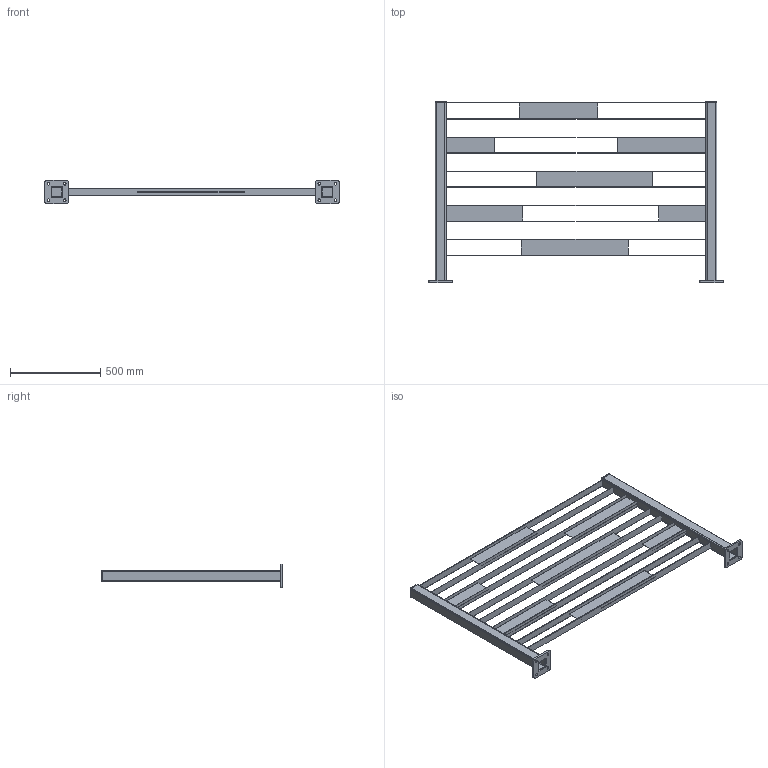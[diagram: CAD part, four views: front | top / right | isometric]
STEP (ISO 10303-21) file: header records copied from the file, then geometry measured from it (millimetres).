
FILE_DESCRIPTION (( 'STEP AP203' ), '1' );
FILE_NAME ('拺譇緛樇鳺 dina-1,5-1,0-瀁.STEP', '2024-05-20T07:54:23', ( '' ), ( '' ), 'SwSTEP 2.0', 'SolidWorks 2020', '' );
FILE_SCHEMA (( 'CONFIG_CONTROL_DESIGN' ));
Length unit declared in the file: millimetre
Products named in the file (1): 拺譇緛樇鳺 dina-1,5-1,0-瀁
Bounding box: 1630 x 1006 x 130 mm (x, y, z)
Surface area: 2773780.1 mm2 (no closed solid volume)
Topology: 0 solids, 17 shells, 154 faces, 448 edges, 312 vertices
Faces by surface type: plane 106, cylinder 48
Full cylindrical faces by diameter (mm): 14 x8
Entity records: 5117 total; most frequent: CARTESIAN_POINT 907, DIRECTION 846, ORIENTED_EDGE 768, EDGE_CURVE 440, LINE 344, VECTOR 344, VERTEX_POINT 312, AXIS2_PLACEMENT_3D 251
